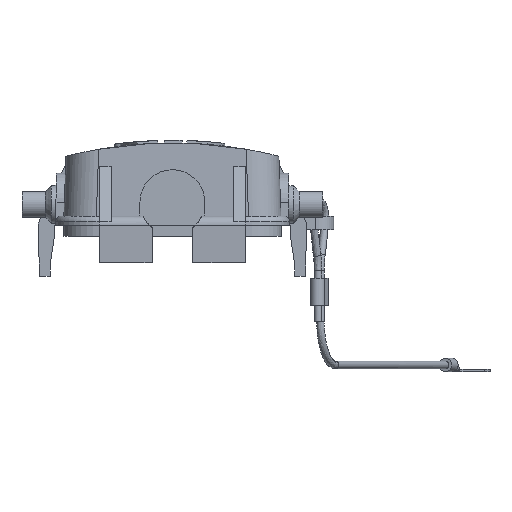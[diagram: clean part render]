
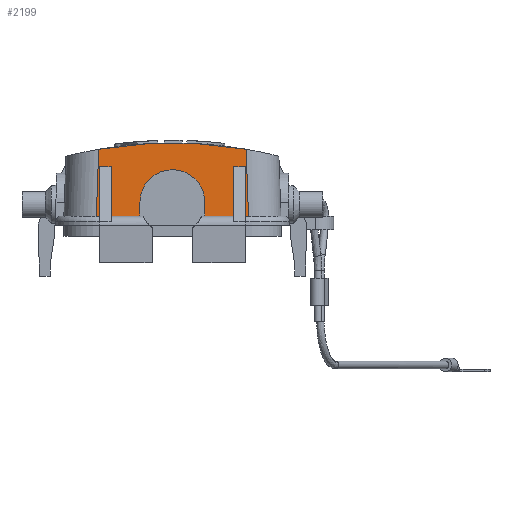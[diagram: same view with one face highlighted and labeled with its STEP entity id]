
A CAD part, left-side view. The second image highlights one B-rep face of the part: STEP entity #2199.
In plain terms, the highlighted planar face has unit normal (-0.999, 0, 0.035).
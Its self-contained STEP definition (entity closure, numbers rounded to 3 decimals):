
#918=ELLIPSE('',#6712,80.049,80.);
#927=ELLIPSE('',#6746,6.004,6.);
#1131=LINE('',#11180,#1572);
#1132=LINE('',#11187,#1573);
#1133=LINE('',#11189,#1574);
#1134=LINE('',#11191,#1575);
#1135=LINE('',#11193,#1576);
#1136=LINE('',#11195,#1577);
#1137=LINE('',#11199,#1578);
#1138=LINE('',#11201,#1579);
#1139=LINE('',#11203,#1580);
#1140=LINE('',#11205,#1581);
#1141=LINE('',#11207,#1582);
#1142=LINE('',#11214,#1583);
#1572=VECTOR('',#7409,1.);
#1573=VECTOR('',#7410,1.);
#1574=VECTOR('',#7411,1.);
#1575=VECTOR('',#7412,1.);
#1576=VECTOR('',#7413,1.);
#1577=VECTOR('',#7414,1.);
#1578=VECTOR('',#7417,1.);
#1579=VECTOR('',#7418,1.);
#1580=VECTOR('',#7419,1.);
#1581=VECTOR('',#7420,1.);
#1582=VECTOR('',#7421,1.);
#1583=VECTOR('',#7422,1.);
#1876=PLANE('',#6747);
#2199=ADVANCED_FACE('',(#2583),#1876,.T.);
#2583=FACE_OUTER_BOUND('',#2879,.T.);
#2879=EDGE_LOOP('',(#3786,#3787,#3788,#3789,#3790,#3791,#3792,#3793,#3794,
#3795,#3796,#3797,#3798,#3799,#3800,#3801));
#3786=ORIENTED_EDGE('',*,*,#5835,.T.);
#3787=ORIENTED_EDGE('',*,*,#5836,.F.);
#3788=ORIENTED_EDGE('',*,*,#5837,.T.);
#3789=ORIENTED_EDGE('',*,*,#5838,.F.);
#3790=ORIENTED_EDGE('',*,*,#5839,.T.);
#3791=ORIENTED_EDGE('',*,*,#5840,.T.);
#3792=ORIENTED_EDGE('',*,*,#5841,.F.);
#3793=ORIENTED_EDGE('',*,*,#5842,.F.);
#3794=ORIENTED_EDGE('',*,*,#5843,.F.);
#3795=ORIENTED_EDGE('',*,*,#5844,.T.);
#3796=ORIENTED_EDGE('',*,*,#5845,.F.);
#3797=ORIENTED_EDGE('',*,*,#5846,.F.);
#3798=ORIENTED_EDGE('',*,*,#5847,.T.);
#3799=ORIENTED_EDGE('',*,*,#5848,.T.);
#3800=ORIENTED_EDGE('',*,*,#5849,.T.);
#3801=ORIENTED_EDGE('',*,*,#5717,.F.);
#5083=VERTEX_POINT('',#10866);
#5090=VERTEX_POINT('',#10894);
#5192=VERTEX_POINT('',#11181);
#5193=VERTEX_POINT('',#11186);
#5194=VERTEX_POINT('',#11188);
#5195=VERTEX_POINT('',#11190);
#5196=VERTEX_POINT('',#11192);
#5197=VERTEX_POINT('',#11194);
#5198=VERTEX_POINT('',#11196);
#5199=VERTEX_POINT('',#11198);
#5200=VERTEX_POINT('',#11200);
#5201=VERTEX_POINT('',#11202);
#5202=VERTEX_POINT('',#11204);
#5203=VERTEX_POINT('',#11206);
#5204=VERTEX_POINT('',#11208);
#5205=VERTEX_POINT('',#11213);
#5717=EDGE_CURVE('',#5090,#5083,#918,.T.);
#5835=EDGE_CURVE('',#5090,#5192,#1131,.T.);
#5836=EDGE_CURVE('',#5193,#5192,#6433,.T.);
#5837=EDGE_CURVE('',#5193,#5194,#1132,.T.);
#5838=EDGE_CURVE('',#5195,#5194,#1133,.T.);
#5839=EDGE_CURVE('',#5195,#5196,#1134,.T.);
#5840=EDGE_CURVE('',#5196,#5197,#1135,.T.);
#5841=EDGE_CURVE('',#5198,#5197,#1136,.T.);
#5842=EDGE_CURVE('',#5199,#5198,#927,.T.);
#5843=EDGE_CURVE('',#5200,#5199,#1137,.T.);
#5844=EDGE_CURVE('',#5200,#5201,#1138,.T.);
#5845=EDGE_CURVE('',#5202,#5201,#1139,.T.);
#5846=EDGE_CURVE('',#5203,#5202,#1140,.T.);
#5847=EDGE_CURVE('',#5203,#5204,#1141,.T.);
#5848=EDGE_CURVE('',#5204,#5205,#6434,.T.);
#5849=EDGE_CURVE('',#5205,#5083,#1142,.T.);
#6433=B_SPLINE_CURVE_WITH_KNOTS('',3,(#11182,#11183,#11184,#11185),
 .UNSPECIFIED.,.F.,.F.,(4,4),(0.,1.),.UNSPECIFIED.);
#6434=B_SPLINE_CURVE_WITH_KNOTS('',3,(#11209,#11210,#11211,#11212),
 .UNSPECIFIED.,.F.,.F.,(4,4),(0.,1.),.UNSPECIFIED.);
#6712=AXIS2_PLACEMENT_3D('',#10895,#7253,#7254);
#6746=AXIS2_PLACEMENT_3D('',#11197,#7415,#7416);
#6747=AXIS2_PLACEMENT_3D('',#11215,#7423,#7424);
#7253=DIRECTION('',(0.999,0.,-0.035));
#7254=DIRECTION('',(-0.035,0.,-0.999));
#7409=DIRECTION('',(-0.035,0.035,-0.999));
#7410=DIRECTION('',(0.035,0.,0.999));
#7411=DIRECTION('',(0.,1.,0.));
#7412=DIRECTION('',(-0.035,0.,-0.999));
#7413=DIRECTION('',(0.,-1.,0.));
#7414=DIRECTION('',(-0.035,0.,-0.999));
#7415=DIRECTION('',(-0.999,0.,0.035));
#7416=DIRECTION('',(0.035,0.,0.999));
#7417=DIRECTION('',(0.035,0.,0.999));
#7418=DIRECTION('',(0.,-1.,0.));
#7419=DIRECTION('',(-0.035,0.,-0.999));
#7420=DIRECTION('',(0.,1.,0.));
#7421=DIRECTION('',(-0.035,0.,-0.999));
#7422=DIRECTION('',(0.035,0.035,0.999));
#7423=DIRECTION('',(-0.999,0.,0.035));
#7424=DIRECTION('',(0.035,0.,0.999));
#10866=CARTESIAN_POINT('',(-34.57,-13.618,14.032));
#10894=CARTESIAN_POINT('',(-34.57,13.618,14.032));
#10895=CARTESIAN_POINT('',(-37.323,0.,-64.8));
#11180=CARTESIAN_POINT('',(-35.043,14.091,0.491));
#11181=CARTESIAN_POINT('',(-35.005,14.053,1.583));
#11182=CARTESIAN_POINT('',(-35.005,13.5,1.573));
#11183=CARTESIAN_POINT('',(-35.005,13.684,1.572));
#11184=CARTESIAN_POINT('',(-35.005,13.869,1.576));
#11185=CARTESIAN_POINT('',(-35.005,14.053,1.583));
#11186=CARTESIAN_POINT('',(-35.005,13.5,1.573));
#11187=CARTESIAN_POINT('',(-35.06,13.5,0.));
#11188=CARTESIAN_POINT('',(-34.684,13.5,10.77));
#11189=CARTESIAN_POINT('',(-34.684,0.,10.77));
#11190=CARTESIAN_POINT('',(-34.684,11.3,10.77));
#11191=CARTESIAN_POINT('',(-35.06,11.3,0.));
#11192=CARTESIAN_POINT('',(-35.001,11.3,1.7));
#11193=CARTESIAN_POINT('',(-35.001,-13.5,1.7));
#11194=CARTESIAN_POINT('',(-35.001,6.,1.7));
#11195=CARTESIAN_POINT('',(-35.06,6.,0.));
#11196=CARTESIAN_POINT('',(-34.912,6.,4.25));
#11197=CARTESIAN_POINT('',(-34.912,0.,4.25));
#11198=CARTESIAN_POINT('',(-34.912,-6.,4.25));
#11199=CARTESIAN_POINT('',(-35.06,-6.,0.));
#11200=CARTESIAN_POINT('',(-35.001,-6.,1.7));
#11201=CARTESIAN_POINT('',(-35.001,-13.5,1.7));
#11202=CARTESIAN_POINT('',(-35.001,-11.3,1.7));
#11203=CARTESIAN_POINT('',(-35.06,-11.3,0.));
#11204=CARTESIAN_POINT('',(-34.684,-11.3,10.77));
#11205=CARTESIAN_POINT('',(-34.684,0.,10.77));
#11206=CARTESIAN_POINT('',(-34.684,-13.5,10.77));
#11207=CARTESIAN_POINT('',(-35.06,-13.5,0.));
#11208=CARTESIAN_POINT('',(-35.005,-13.5,1.573));
#11209=CARTESIAN_POINT('',(-35.005,-13.5,1.573));
#11210=CARTESIAN_POINT('',(-35.005,-13.684,1.572));
#11211=CARTESIAN_POINT('',(-35.005,-13.869,1.576));
#11212=CARTESIAN_POINT('',(-35.005,-14.053,1.583));
#11213=CARTESIAN_POINT('',(-35.005,-14.053,1.583));
#11214=CARTESIAN_POINT('',(-35.043,-14.091,0.491));
#11215=CARTESIAN_POINT('',(-35.06,0.,0.));
